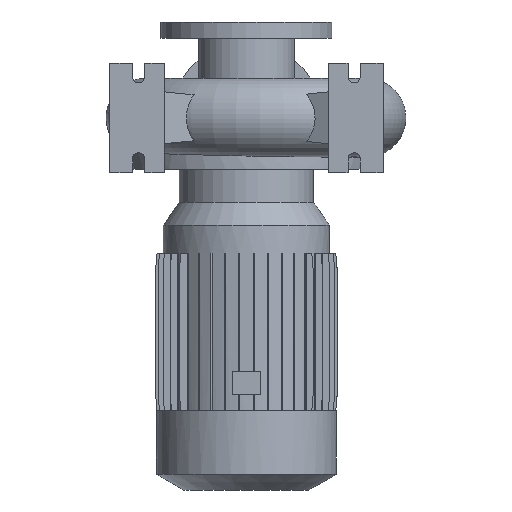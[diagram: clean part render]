
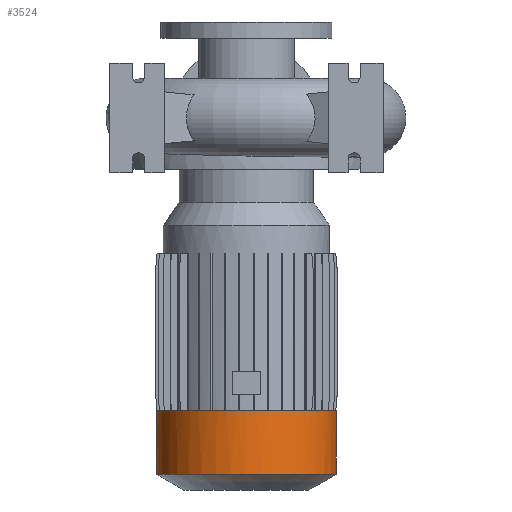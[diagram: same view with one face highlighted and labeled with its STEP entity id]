
A CAD part, front view. The second image highlights one B-rep face of the part: STEP entity #3524.
In plain terms, the highlighted cylindrical face has radius 131.5 mm (diameter 263 mm), a partial arc.
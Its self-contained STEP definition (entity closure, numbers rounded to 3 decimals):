
#496 = ORIENTED_EDGE ( 'NONE', *, *, #5907, .T. ) ;
#735 = EDGE_CURVE ( 'NONE', #10344, #4157, #4217, .T. ) ;
#818 = VECTOR ( 'NONE', #11509, 1000. ) ;
#1079 = CARTESIAN_POINT ( 'NONE',  ( 131.5, 0., -520.8 ) ) ;
#1200 = CARTESIAN_POINT ( 'NONE',  ( -131.5, 0., -428. ) ) ;
#1887 = DIRECTION ( 'NONE',  ( 0., 0., 1. ) ) ;
#1906 = ORIENTED_EDGE ( 'NONE', *, *, #12065, .F. ) ;
#1937 = CARTESIAN_POINT ( 'NONE',  ( 0., 0., -520.8 ) ) ;
#2511 = AXIS2_PLACEMENT_3D ( 'NONE', #1937, #6530, #8949 ) ;
#2595 = DIRECTION ( 'NONE',  ( 1., 0., 0. ) ) ;
#2739 = FACE_OUTER_BOUND ( 'NONE', #6717, .T. ) ;
#2794 = DIRECTION ( 'NONE',  ( 1., 0., 0. ) ) ;
#3524 = ADVANCED_FACE ( 'NONE', ( #2739 ), #4923, .T. ) ;
#3911 = DIRECTION ( 'NONE',  ( 0., 0., 1. ) ) ;
#4157 = VERTEX_POINT ( 'NONE', #10324 ) ;
#4217 = LINE ( 'NONE', #9862, #14589 ) ;
#4923 = CYLINDRICAL_SURFACE ( 'NONE', #5591, 131.5 ) ;
#5591 = AXIS2_PLACEMENT_3D ( 'NONE', #8541, #10804, #2595 ) ;
#5704 = EDGE_CURVE ( 'NONE', #9572, #14885, #6920, .T. ) ;
#5907 = EDGE_CURVE ( 'NONE', #9572, #10344, #8533, .T. ) ;
#6530 = DIRECTION ( 'NONE',  ( 0., 0., 1. ) ) ;
#6717 = EDGE_LOOP ( 'NONE', ( #7283, #496, #13646, #1906 ) ) ;
#6920 = LINE ( 'NONE', #13925, #818 ) ;
#7283 = ORIENTED_EDGE ( 'NONE', *, *, #5704, .F. ) ;
#7430 = AXIS2_PLACEMENT_3D ( 'NONE', #9801, #1887, #2794 ) ;
#8533 = CIRCLE ( 'NONE', #2511, 131.5 ) ;
#8541 = CARTESIAN_POINT ( 'NONE',  ( 0., 0., 140. ) ) ;
#8949 = DIRECTION ( 'NONE',  ( 1., 0., 0. ) ) ;
#9572 = VERTEX_POINT ( 'NONE', #14486 ) ;
#9801 = CARTESIAN_POINT ( 'NONE',  ( 0., 0., -428. ) ) ;
#9862 = CARTESIAN_POINT ( 'NONE',  ( 131.5, 0., 140. ) ) ;
#10324 = CARTESIAN_POINT ( 'NONE',  ( 131.5, 0., -428. ) ) ;
#10344 = VERTEX_POINT ( 'NONE', #1079 ) ;
#10804 = DIRECTION ( 'NONE',  ( 0., 0., 1. ) ) ;
#11509 = DIRECTION ( 'NONE',  ( 0., 0., 1. ) ) ;
#12065 = EDGE_CURVE ( 'NONE', #14885, #4157, #13911, .T. ) ;
#13646 = ORIENTED_EDGE ( 'NONE', *, *, #735, .T. ) ;
#13911 = CIRCLE ( 'NONE', #7430, 131.5 ) ;
#13925 = CARTESIAN_POINT ( 'NONE',  ( -131.5, 0., 140. ) ) ;
#14486 = CARTESIAN_POINT ( 'NONE',  ( -131.5, 0., -520.8 ) ) ;
#14589 = VECTOR ( 'NONE', #3911, 1000. ) ;
#14885 = VERTEX_POINT ( 'NONE', #1200 ) ;
